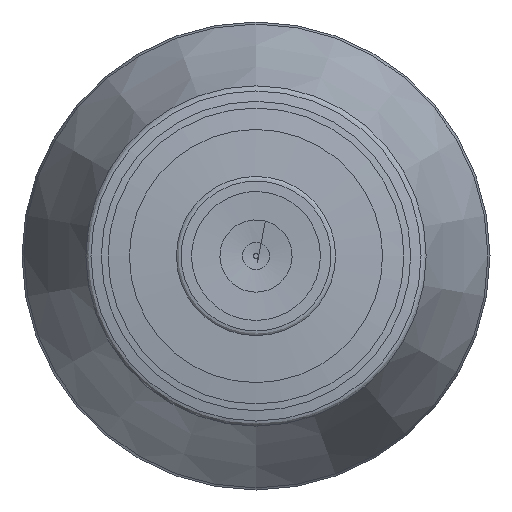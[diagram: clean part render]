
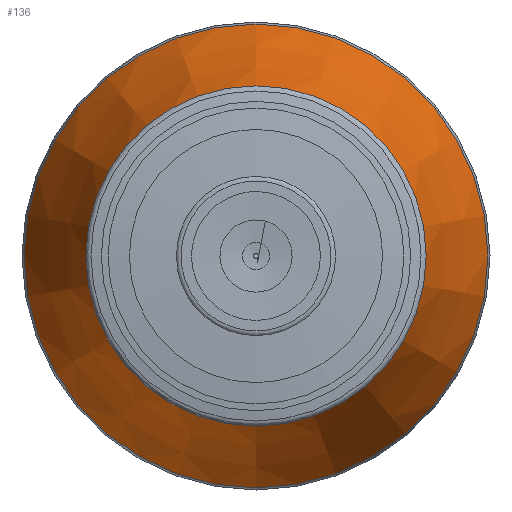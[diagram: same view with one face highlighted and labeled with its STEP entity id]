
A CAD part, left-side view. The second image highlights one B-rep face of the part: STEP entity #136.
In plain terms, the highlighted conical face has half-angle 20.925 degrees and reference radius 21.802 mm.
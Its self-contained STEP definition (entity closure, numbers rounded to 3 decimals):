
#121=CONICAL_SURFACE('',#515,21.802,20.925);
#136=ADVANCED_FACE('',(#192,#193),#121,.T.);
#192=FACE_BOUND('',#261,.T.);
#193=FACE_BOUND('',#262,.T.);
#261=EDGE_LOOP('',(#333));
#262=EDGE_LOOP('',(#334));
#333=ORIENTED_EDGE('',*,*,#429,.T.);
#334=ORIENTED_EDGE('',*,*,#428,.F.);
#392=VERTEX_POINT('',#722);
#393=VERTEX_POINT('',#725);
#428=EDGE_CURVE('',#392,#392,#464,.T.);
#429=EDGE_CURVE('',#393,#393,#465,.T.);
#464=CIRCLE('',#512,21.802);
#465=CIRCLE('',#514,15.83);
#512=AXIS2_PLACEMENT_3D('',#721,#594,#595);
#514=AXIS2_PLACEMENT_3D('',#724,#598,#599);
#515=AXIS2_PLACEMENT_3D('',#726,#600,#601);
#594=DIRECTION('',(1.,0.,0.));
#595=DIRECTION('',(0.,0.,1.));
#598=DIRECTION('',(1.,0.,0.));
#599=DIRECTION('',(0.,0.,1.));
#600=DIRECTION('',(1.,0.,0.));
#601=DIRECTION('',(0.,0.,-1.));
#721=CARTESIAN_POINT('',(117.483,0.,0.));
#722=CARTESIAN_POINT('',(117.483,0.,21.802));
#724=CARTESIAN_POINT('',(101.862,0.,0.));
#725=CARTESIAN_POINT('',(101.862,0.,15.83));
#726=CARTESIAN_POINT('',(117.483,0.,0.));
